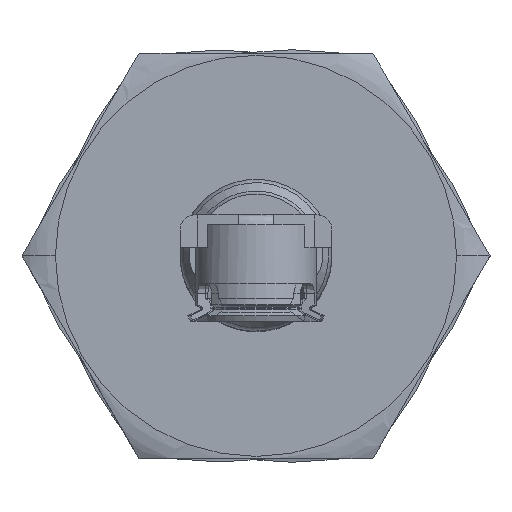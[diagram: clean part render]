
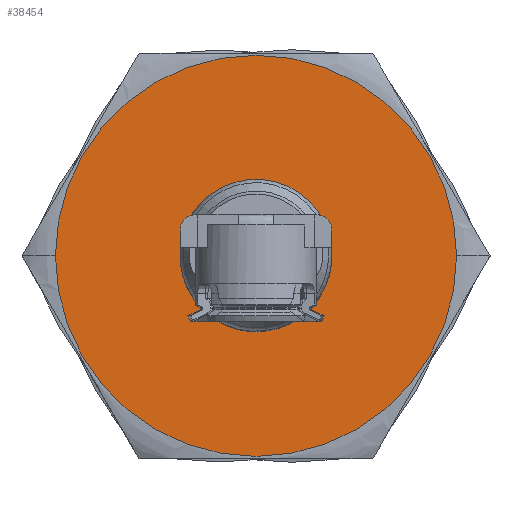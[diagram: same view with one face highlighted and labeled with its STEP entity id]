
A CAD part, top view. The second image highlights one B-rep face of the part: STEP entity #38454.
In plain terms, the highlighted face is planar.
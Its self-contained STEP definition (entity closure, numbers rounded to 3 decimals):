
#1239 = CIRCLE ( 'NONE', #10342, 3.959 ) ;
#1342 = CARTESIAN_POINT ( 'NONE',  ( 0., 0., 0. ) ) ;
#2750 = ORIENTED_EDGE ( 'NONE', *, *, #35645, .T. ) ;
#3168 = CIRCLE ( 'NONE', #3891, 1.35 ) ;
#3806 = VERTEX_POINT ( 'NONE', #4362 ) ;
#3891 = AXIS2_PLACEMENT_3D ( 'NONE', #6363, #32175, #35706 ) ;
#4192 = EDGE_CURVE ( 'NONE', #27462, #41720, #1239, .T. ) ;
#4362 = CARTESIAN_POINT ( 'NONE',  ( 0., 1.35, 0. ) ) ;
#5179 = DIRECTION ( 'NONE',  ( 0., 0., 1. ) ) ;
#5376 = ORIENTED_EDGE ( 'NONE', *, *, #6111, .T. ) ;
#5445 = VERTEX_POINT ( 'NONE', #29051 ) ;
#6111 = EDGE_CURVE ( 'NONE', #3806, #5445, #3168, .T. ) ;
#6363 = CARTESIAN_POINT ( 'NONE',  ( 0., 0., 0. ) ) ;
#7046 = CIRCLE ( 'NONE', #27631, 1.35 ) ;
#9513 = DIRECTION ( 'NONE',  ( 0., 1., 0. ) ) ;
#10342 = AXIS2_PLACEMENT_3D ( 'NONE', #37635, #40458, #5179 ) ;
#10715 = DIRECTION ( 'NONE',  ( 1., 0., 0. ) ) ;
#11344 = DIRECTION ( 'NONE',  ( 0., 0., 1. ) ) ;
#11483 = CARTESIAN_POINT ( 'NONE',  ( 0., 0., 0. ) ) ;
#12985 = CARTESIAN_POINT ( 'NONE',  ( 0., 0., -3.959 ) ) ;
#14302 = EDGE_LOOP ( 'NONE', ( #31804, #38322 ) ) ;
#18356 = AXIS2_PLACEMENT_3D ( 'NONE', #18754, #25220, #9513 ) ;
#18754 = CARTESIAN_POINT ( 'NONE',  ( 0., 0., 0. ) ) ;
#18892 = PLANE ( 'NONE',  #18356 ) ;
#19804 = EDGE_LOOP ( 'NONE', ( #5376, #2750 ) ) ;
#22573 = EDGE_CURVE ( 'NONE', #41720, #27462, #35444, .T. ) ;
#23883 = DIRECTION ( 'NONE',  ( 0., 1., 0. ) ) ;
#23963 = FACE_BOUND ( 'NONE', #19804, .T. ) ;
#25220 = DIRECTION ( 'NONE',  ( 1., 0., 0. ) ) ;
#26165 = AXIS2_PLACEMENT_3D ( 'NONE', #11483, #27449, #11344 ) ;
#27449 = DIRECTION ( 'NONE',  ( -1., 0., 0. ) ) ;
#27462 = VERTEX_POINT ( 'NONE', #28935 ) ;
#27631 = AXIS2_PLACEMENT_3D ( 'NONE', #1342, #10715, #23883 ) ;
#28935 = CARTESIAN_POINT ( 'NONE',  ( 0., 0., 3.959 ) ) ;
#29051 = CARTESIAN_POINT ( 'NONE',  ( 0., -1.35, 0. ) ) ;
#30976 = FACE_OUTER_BOUND ( 'NONE', #14302, .T. ) ;
#31804 = ORIENTED_EDGE ( 'NONE', *, *, #4192, .T. ) ;
#32175 = DIRECTION ( 'NONE',  ( 1., 0., 0. ) ) ;
#35444 = CIRCLE ( 'NONE', #26165, 3.959 ) ;
#35645 = EDGE_CURVE ( 'NONE', #5445, #3806, #7046, .T. ) ;
#35706 = DIRECTION ( 'NONE',  ( 0., 1., 0. ) ) ;
#37635 = CARTESIAN_POINT ( 'NONE',  ( 0., 0., 0. ) ) ;
#38322 = ORIENTED_EDGE ( 'NONE', *, *, #22573, .T. ) ;
#38454 = ADVANCED_FACE ( 'NONE', ( #23963, #30976 ), #18892, .F. ) ;
#40458 = DIRECTION ( 'NONE',  ( -1., 0., 0. ) ) ;
#41720 = VERTEX_POINT ( 'NONE', #12985 ) ;
